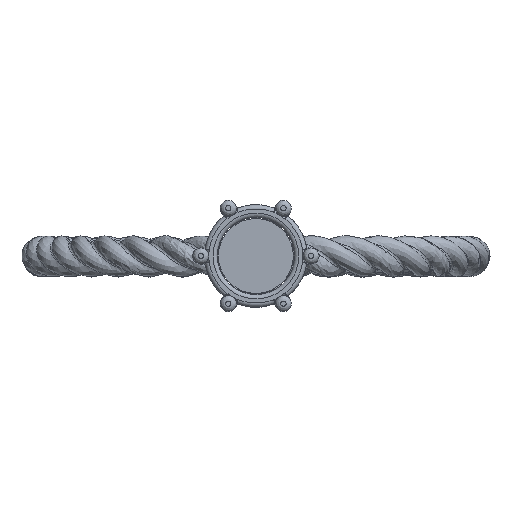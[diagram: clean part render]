
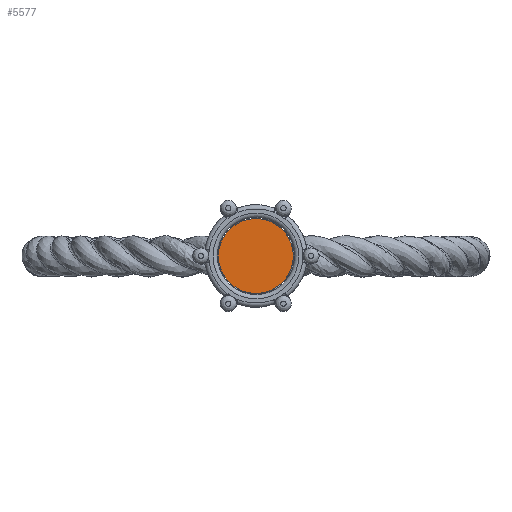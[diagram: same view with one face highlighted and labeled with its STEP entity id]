
A CAD part, top view. The second image highlights one B-rep face of the part: STEP entity #5577.
In plain terms, the highlighted planar face has unit normal (0, 0, 1).
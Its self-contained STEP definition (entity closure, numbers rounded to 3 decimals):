
#1025=FACE_OUTER_BOUND('',#1390,.T.);
#1390=EDGE_LOOP('',(#3645));
#1763=CIRCLE('',#5958,1.75);
#2114=VERTEX_POINT('',#7439);
#2694=EDGE_CURVE('',#2114,#2114,#1763,.T.);
#3645=ORIENTED_EDGE('',*,*,#2694,.F.);
#5547=PLANE('',#5957);
#5577=ADVANCED_FACE('',(#1025),#5547,.T.);
#5957=AXIS2_PLACEMENT_3D('',#7438,#6430,#6431);
#5958=AXIS2_PLACEMENT_3D('',#7440,#6432,#6433);
#6430=DIRECTION('center_axis',(0.,0.,
1.));
#6431=DIRECTION('ref_axis',(0.,-1.,0.));
#6432=DIRECTION('center_axis',(0.,0.,
-1.));
#6433=DIRECTION('ref_axis',(1.,0.,0.));
#7438=CARTESIAN_POINT('Origin',(1.75,0.,
12.4));
#7439=CARTESIAN_POINT('',(-1.75,0.,12.4));
#7440=CARTESIAN_POINT('Origin',(0.,0.,
12.4));
